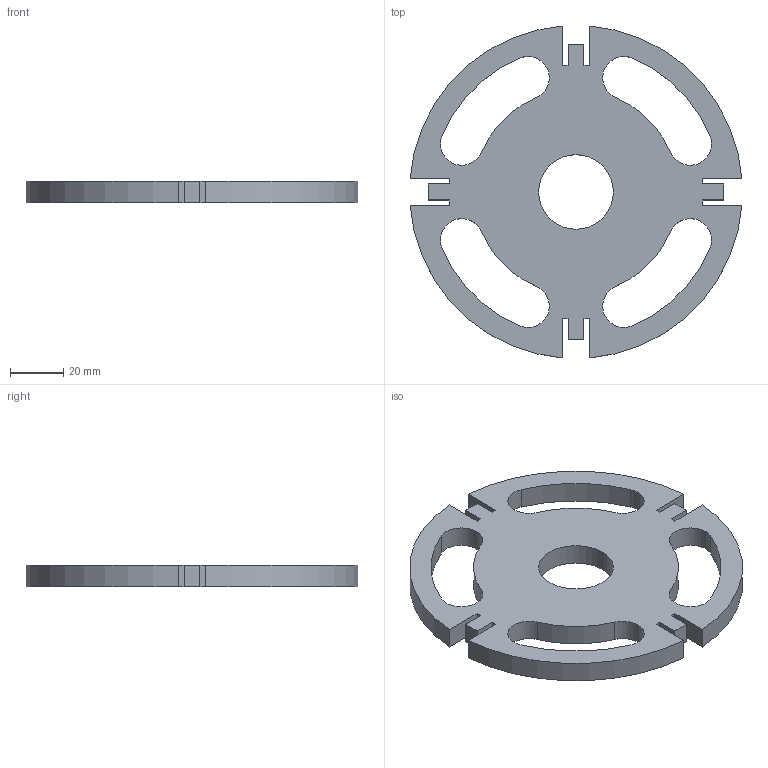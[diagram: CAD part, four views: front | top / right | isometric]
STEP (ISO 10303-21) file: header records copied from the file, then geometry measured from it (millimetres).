
FILE_DESCRIPTION(('CATIA V5 STEP Exchange'),'2;1');
FILE_NAME('Bague_poussee.stp','2019-04-12T13:07:06+00:00',('none'),('none'),'CATIA Version 5 Release 19 GA (IN-10)','CATIA V5 STEP AP203','none');
FILE_SCHEMA(('CONFIG_CONTROL_DESIGN'));
Length unit declared in the file: millimetre
Products named in the file (1): Bague_poussee
Bounding box: 124.6 x 124.6 x 8 mm (x, y, z)
Volume: 65101.1 mm3; surface area: 25496.8 mm2
Topology: 1 solids, 1 shells, 52 faces, 150 edges, 100 vertices
Faces by surface type: plane 30, cylinder 22
Entity records: 1636 total; most frequent: ORIENTED_EDGE 300, CARTESIAN_POINT 283, DIRECTION 214, EDGE_CURVE 150, VECTOR 106, LINE 106, VERTEX_POINT 100, AXIS2_PLACEMENT_3D 77
